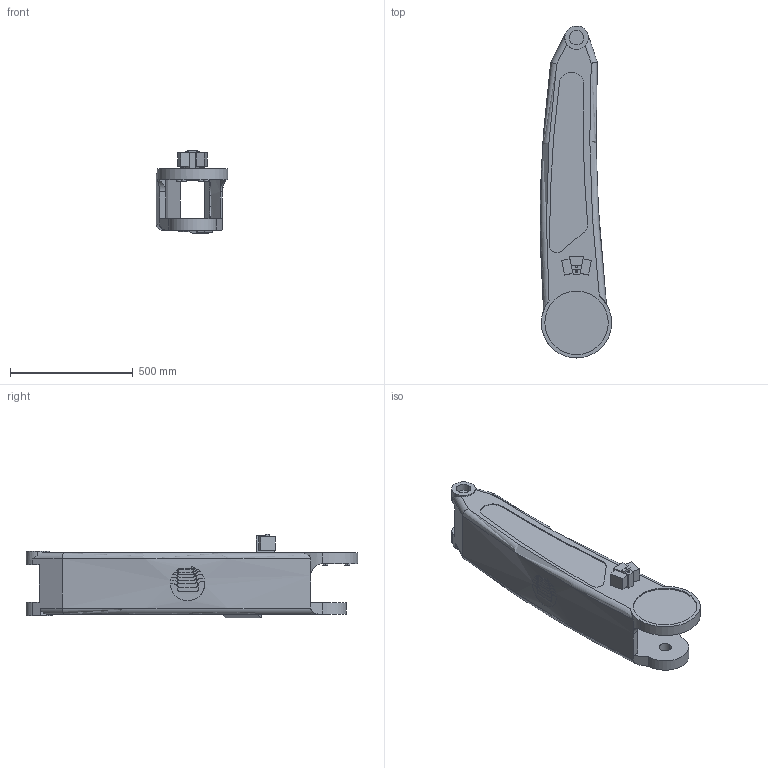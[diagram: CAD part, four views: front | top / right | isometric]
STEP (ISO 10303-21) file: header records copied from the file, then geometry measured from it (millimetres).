
FILE_DESCRIPTION (( 'STEP AP203' ), '1' );
FILE_NAME ('SMART-5 NJ-110-3.0_p03.STEP_Default_sldprt.STEP', '2024-04-24T11:32:06', ( '' ), ( '' ), 'SwSTEP 2.0', 'SolidWorks 2023', '' );
FILE_SCHEMA (( 'CONFIG_CONTROL_DESIGN' ));
Length unit declared in the file: millimetre
Products named in the file (1): SMART-5 NJ-110-3.0_p03.STEP_Default_sldprt
Bounding box: 290.34 x 1350.5 x 340.75 mm (x, y, z)
Volume: 22853082 mm3; surface area: 2062250.1 mm2
Topology: 1 solids, 1 shells, 223 faces, 600 edges, 395 vertices
Faces by surface type: plane 114, cylinder 54, bspline 41, cone 10, torus 4
Entity records: 10247 total; most frequent: CARTESIAN_POINT 4785, ORIENTED_EDGE 1196, DIRECTION 990, EDGE_CURVE 598, VERTEX_POINT 395, LINE 342, VECTOR 342, AXIS2_PLACEMENT_3D 324
